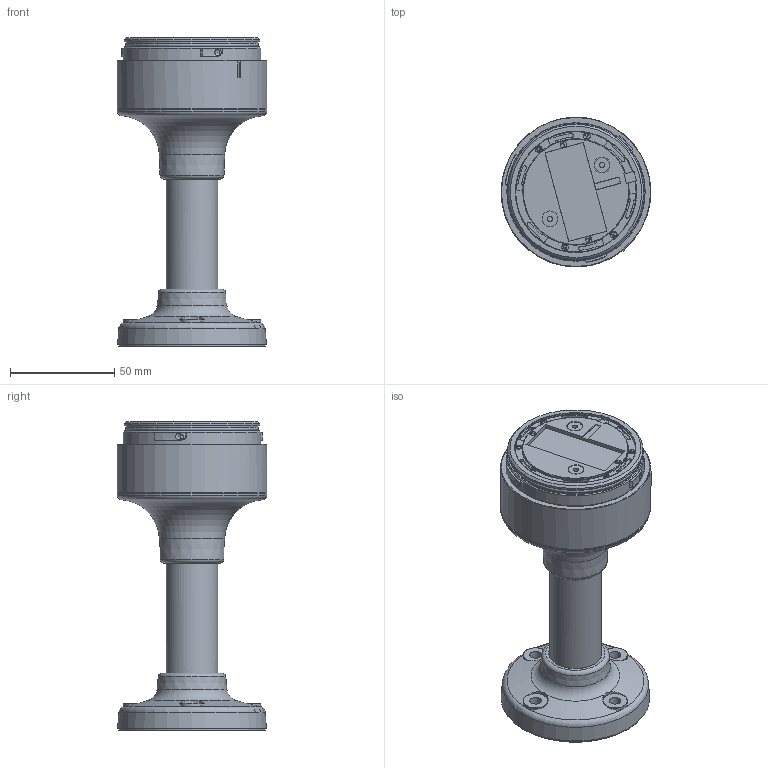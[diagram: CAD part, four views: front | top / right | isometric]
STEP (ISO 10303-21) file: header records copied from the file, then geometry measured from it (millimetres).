
FILE_DESCRIPTION(/* description */ (''),/* implementation_level */ '2;1');
FILE_NAME(/* name */ 'XMR 100mm.stp',/* time_stamp */ '2013-11-20T08:51:53+01:00',/* author */ (''),/* organization */ (''),/* preprocessor_version */ 'ST-DEVELOPER v11',/* originating_system */ 'SIEMENS PLM Software NX 7.5',/* authorisation */ '');
FILE_SCHEMA (('AUTOMOTIVE_DESIGN { 1 0 10303 214 1 1 1 1 }'));
Products named in the file (1): m.neAEB8jqe1
Bounding box: 72 x 72 x 148.4 mm (x, y, z)
Volume: 193382.8 mm3; surface area: 71480.2 mm2
Topology: 2 solids, 6 shells, 1328 faces, 3163 edges, 1774 vertices
Faces by surface type: bspline 425, plane 214, torus 193, cylinder 168, cone 168, sphere 143, extrusion 17
Full cylindrical faces by diameter (mm): 3.1 x2, 3.2 x4, 5.8 x4, 7.6 x2, 7.7 x4, 21.8 x1, 22.8 x2, 24.8 x3, 34 x1, 63.1 x2, 65.1 x1, 66.586 x1, 70 x1, 70.4 x1, 72 x2
Entity records: 51636 total; most frequent: CARTESIAN_POINT 21667, ORIENTED_EDGE 5816, DIRECTION 5002, EDGE_CURVE 2908, AXIS2_PLACEMENT_3D 2268, VERTEX_POINT 1730, EDGE_LOOP 1484, ADVANCED_FACE 1328
